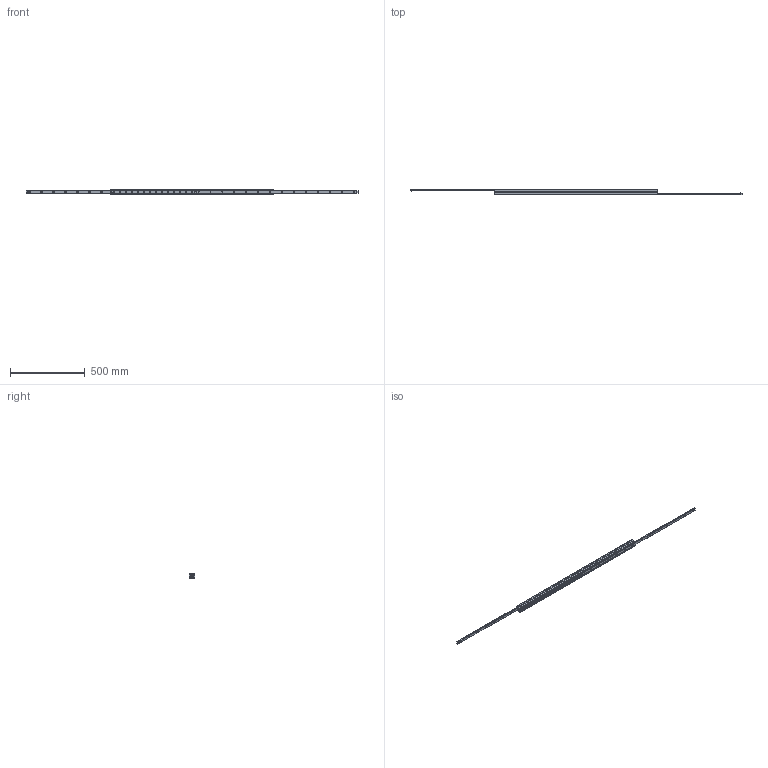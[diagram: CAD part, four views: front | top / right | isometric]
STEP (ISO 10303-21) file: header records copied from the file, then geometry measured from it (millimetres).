
FILE_DESCRIPTION((''),'2;1');
FILE_NAME('LCAH 35-1090.DD.stp','2015-11-11T10:10:08',('MRathmann'),(''),'Autodesk Inventor 2012','Autodesk Inventor 2012','');
FILE_SCHEMA(('CONFIG_CONTROL_DESIGN'));
Length unit declared in the file: millimetre
Products named in the file (9): LCAH 35-1090.DD; LCH 35-1090; LLMD 35-1090; KF.LCA 35-0524.GZ; K_8,7310_ST; + AS.L 35 5x3,2; + VKB.L 35 5x10; + AS.L 35 M5x3,2; + Niet Ø5x6. VA -35
Assembly tree (47 placements, depth 2):
  LCAH 35-1090.DD
    LCH 35-1090  x2
    LLMD 35-1090  x2
    KF.LCA 35-0524.GZ  x2
    K_8,7310_ST  x4
    + AS.L 35 5x3,2  x4
    + VKB.L 35 5x10  x4
    + AS.L 35 M5x3,2  x2
    + Niet Ø5x6. VA -35  x27
Bounding box: 2217 x 34 x 35 mm (x, y, z)
Volume: 809074.1 mm3; surface area: 508804.4 mm2
Topology: 47 solids, 47 shells, 1021 faces, 2531 edges, 1630 vertices
Faces by surface type: plane 486, cylinder 396, cone 38, revolution 27, torus 27, bspline 27, sphere 20
Full cylindrical faces by diameter (mm): 3.2 x27, 4.134 x4, 4.8 x4, 5 x41, 5.1 x54, 6 x6, 6.5 x28, 11 x54
Entity records: 13241 total; most frequent: CARTESIAN_POINT 2924, DIRECTION 2165, ORIENTED_EDGE 1852, EDGE_CURVE 926, AXIS2_PLACEMENT_3D 838, VERTEX_POINT 652, EDGE_LOOP 628, VECTOR 488
